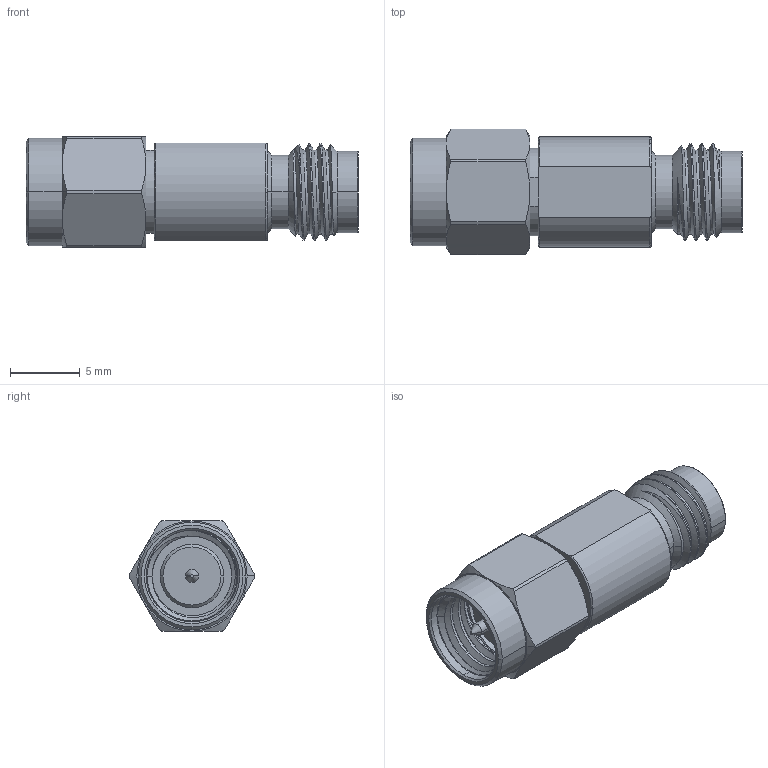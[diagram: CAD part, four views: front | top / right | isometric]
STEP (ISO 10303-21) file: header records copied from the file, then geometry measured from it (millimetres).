
FILE_DESCRIPTION (( 'STEP AP214' ), '1' );
FILE_NAME ('FMAD1631_3D.step', '2023-03-14T21:02:35', ( '' ), ( '' ), 'SwSTEP 2.0', 'SolidWorks 2022', '' );
FILE_SCHEMA (( 'AUTOMOTIVE_DESIGN' ));
Length unit declared in the file: millimetre
Products named in the file (4): 2.4 mm JACK^FMAD1631; ADS-185-3-185-8-10^FMAD1631; FMAD1631_3D; 3.5 PLUG^FMAD1631
Assembly tree (3 placements, depth 2):
  FMAD1631_3D
    3.5 PLUG^FMAD1631
    ADS-185-3-185-8-10^FMAD1631
    2.4 mm JACK^FMAD1631
Bounding box: 23.8 x 9 x 7.9 mm (x, y, z)
Volume: 853.9 mm3; surface area: 1329.2 mm2
Topology: 3 solids, 3 shells, 155 faces, 382 edges, 240 vertices
Faces by surface type: cylinder 58, cone 48, plane 30, torus 10, bspline 9
Entity records: 7297 total; most frequent: CARTESIAN_POINT 3613, ORIENTED_EDGE 764, DIRECTION 742, EDGE_CURVE 382, AXIS2_PLACEMENT_3D 310, VERTEX_POINT 240, EDGE_LOOP 166, CIRCLE 158
